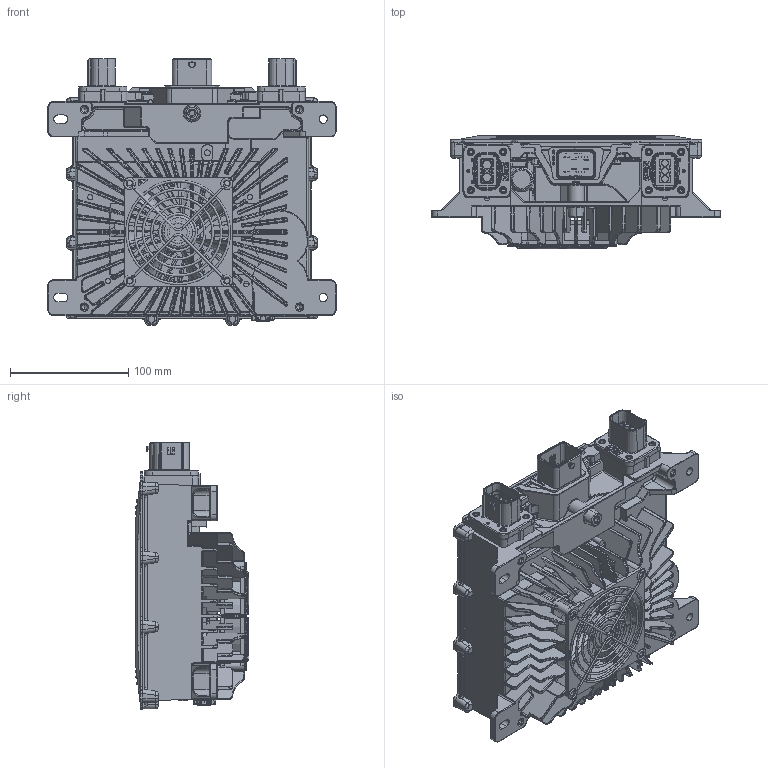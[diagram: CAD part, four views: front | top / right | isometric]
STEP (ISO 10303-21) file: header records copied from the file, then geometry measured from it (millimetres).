
FILE_DESCRIPTION (( 'STEP AP203' ), '1' );
FILE_NAME ('G Battery Charger 16A.STEP', '2024-02-28T06:20:22', ( '' ), ( '' ), 'SwSTEP 2.0', 'SolidWorks 2016', '' );
FILE_SCHEMA (( 'CONFIG_CONTROL_DESIGN' ));
Length unit declared in the file: millimetre
Products named in the file (1): G Battery Charger 16A
Bounding box: 244 x 96.08 x 225.7 mm (x, y, z)
Surface area: 316962.2 mm2 (no closed solid volume)
Topology: 0 solids, 98 shells, 3379 faces, 11785 edges, 8237 vertices
Faces by surface type: cylinder 1481, plane 981, bspline 772, cone 111, torus 34
Entity records: 239551 total; most frequent: CARTESIAN_POINT 155853, ORIENTED_EDGE 18951, EDGE_CURVE 11758, DIRECTION 11664, VERTEX_POINT 8237, B_SPLINE_CURVE_WITH_KNOTS 6240, LINE 4224, VECTOR 4224
